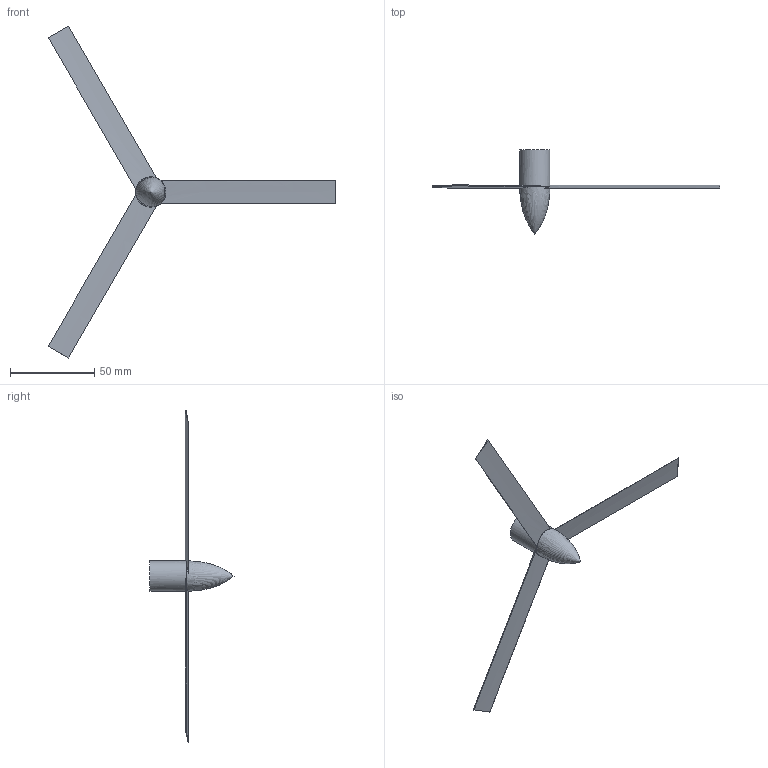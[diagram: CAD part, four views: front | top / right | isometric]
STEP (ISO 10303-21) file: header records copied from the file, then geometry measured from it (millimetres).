
FILE_DESCRIPTION(/* description */ ('STEP AP242 Edition 2','CAx-IF Rec.Pracs.---Representation and Presentation of Product Manufacturing Information (PMI)---4.0---2014-10-13','CAx-IF Rec.Pracs.---3D Tessellated Geometry---0.4---2014-09-14','2;1','CAx-IF Rec.Pracs.---User Defined Attributes---1.5---2016-08-15'),/* implementation_level */ '2;1');
FILE_NAME(/* name */ '6946c503cfac82225a99bd74',/* time_stamp */ '2025-12-20T15:47:16Z',/* author */ (''),/* organization */ (''),/* preprocessor_version */ 'ST-DEVELOPER v20',/* originating_system */ 'ONSHAPE BY PTC INC, 1.208',/* authorisation */ ' ');
FILE_SCHEMA (('AP242_MANAGED_MODEL_BASED_3D_ENGINEERING_MIM_LF { 1 0 10303 442 3 1 4 }'));
Length unit declared in the file: centimetre
Products named in the file (3): Part 1; Part 2; Part 3
Bounding box: 171.06 x 50 x 197.5 mm (x, y, z)
Volume: 30230.4 mm3; surface area: 16726.2 mm2
Topology: 3 solids, 3 shells, 21 faces, 54 edges, 36 vertices
Faces by surface type: plane 9, bspline 9, cylinder 3
Full cylindrical faces by diameter (mm): 18 x3
Entity records: 1054 total; most frequent: CARTESIAN_POINT 600, ORIENTED_EDGE 78, DIRECTION 60, EDGE_CURVE 39, VERTEX_POINT 30, FACE_BOUND 27, EDGE_LOOP 24, AXIS2_PLACEMENT_3D 24
